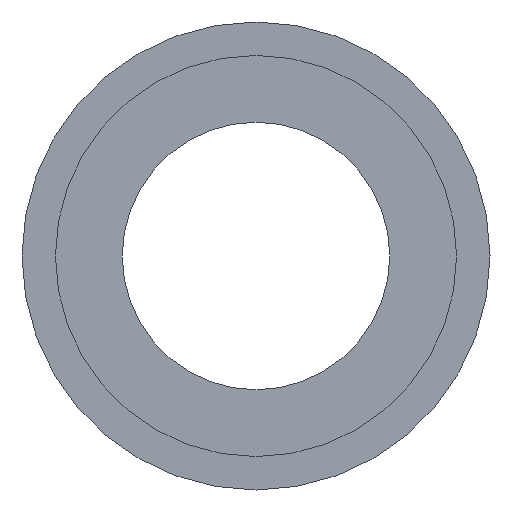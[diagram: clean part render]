
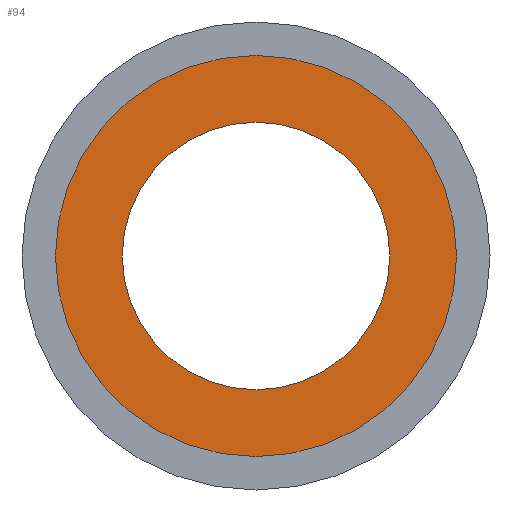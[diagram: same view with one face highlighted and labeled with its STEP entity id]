
A CAD part, front view. The second image highlights one B-rep face of the part: STEP entity #94.
In plain terms, the highlighted planar face has unit normal (0, -1, 0).
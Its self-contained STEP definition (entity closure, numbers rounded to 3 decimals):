
#24=FACE_BOUND('',#34,.T.);
#27=FACE_OUTER_BOUND('',#33,.T.);
#33=EDGE_LOOP('',(#69));
#34=EDGE_LOOP('',(#70,#71));
#42=CIRCLE('',#115,6.);
#43=CIRCLE('',#116,4.);
#44=CIRCLE('',#117,4.);
#50=VERTEX_POINT('',#163);
#51=VERTEX_POINT('',#165);
#52=VERTEX_POINT('',#166);
#58=EDGE_CURVE('',#50,#50,#42,.T.);
#59=EDGE_CURVE('',#51,#52,#43,.T.);
#60=EDGE_CURVE('',#52,#51,#44,.T.);
#69=ORIENTED_EDGE('',*,*,#58,.F.);
#70=ORIENTED_EDGE('',*,*,#59,.F.);
#71=ORIENTED_EDGE('',*,*,#60,.F.);
#91=PLANE('',#114);
#94=ADVANCED_FACE('',(#27,#24),#91,.F.);
#114=AXIS2_PLACEMENT_3D('',#162,#130,#131);
#115=AXIS2_PLACEMENT_3D('',#164,#132,#133);
#116=AXIS2_PLACEMENT_3D('',#167,#134,#135);
#117=AXIS2_PLACEMENT_3D('',#168,#136,#137);
#130=DIRECTION('center_axis',(0.,1.,0.));
#131=DIRECTION('ref_axis',(1.,0.,0.));
#132=DIRECTION('center_axis',(0.,1.,0.));
#133=DIRECTION('ref_axis',(1.,0.,0.));
#134=DIRECTION('center_axis',(0.,-1.,0.));
#135=DIRECTION('ref_axis',(1.,0.,0.));
#136=DIRECTION('center_axis',(0.,-1.,0.));
#137=DIRECTION('ref_axis',(1.,0.,0.));
#162=CARTESIAN_POINT('Origin',(0.,0.,0.));
#163=CARTESIAN_POINT('',(-6.,0.,0.));
#164=CARTESIAN_POINT('Origin',(0.,0.,0.));
#165=CARTESIAN_POINT('',(4.,0.,0.));
#166=CARTESIAN_POINT('',(-4.,0.,0.));
#167=CARTESIAN_POINT('Origin',(0.,0.,0.));
#168=CARTESIAN_POINT('Origin',(0.,0.,0.));
